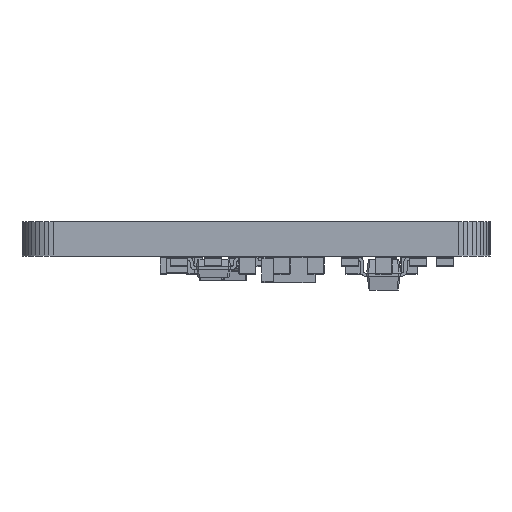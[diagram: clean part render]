
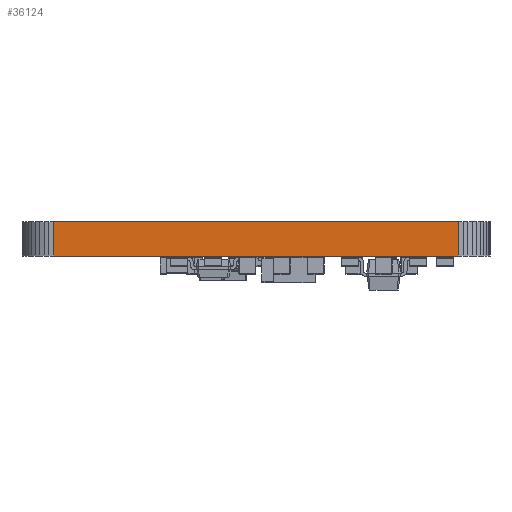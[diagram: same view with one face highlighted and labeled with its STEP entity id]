
A CAD part, left-side view. The second image highlights one B-rep face of the part: STEP entity #36124.
In plain terms, the highlighted planar face has unit normal (-1, 0, 0).
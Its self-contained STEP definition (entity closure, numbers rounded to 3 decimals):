
#30494 = PLANE('',#30495);
#30495 = AXIS2_PLACEMENT_3D('',#30496,#30497,#30498);
#30496 = CARTESIAN_POINT('',(152.,-83.,1.6));
#30497 = DIRECTION('',(-0.,-0.,-1.));
#30498 = DIRECTION('',(-1.,0.,0.));
#30548 = PLANE('',#30549);
#30549 = AXIS2_PLACEMENT_3D('',#30550,#30551,#30552);
#30550 = CARTESIAN_POINT('',(152.,-83.,0.));
#30551 = DIRECTION('',(-0.,-0.,-1.));
#30552 = DIRECTION('',(-1.,0.,0.));
#31497 = VERTEX_POINT('',#31498);
#31498 = CARTESIAN_POINT('',(110.,-92.5,0.));
#31512 = PLANE('',#31513);
#31513 = AXIS2_PLACEMENT_3D('',#31514,#31515,#31516);
#31514 = CARTESIAN_POINT('',(110.018,-92.735,0.));
#31515 = DIRECTION('',(-0.997,-0.078,0.));
#31516 = DIRECTION('',(-0.078,0.997,0.));
#31524 = EDGE_CURVE('',#31497,#31525,#31527,.T.);
#31525 = VERTEX_POINT('',#31526);
#31526 = CARTESIAN_POINT('',(110.,-73.5,0.));
#31527 = SURFACE_CURVE('',#31528,(#31532,#31539),.PCURVE_S1.);
#31528 = LINE('',#31529,#31530);
#31529 = CARTESIAN_POINT('',(110.,-92.5,0.));
#31530 = VECTOR('',#31531,1.);
#31531 = DIRECTION('',(0.,1.,0.));
#31532 = PCURVE('',#30548,#31533);
#31533 = DEFINITIONAL_REPRESENTATION('',(#31534),#31538);
#31534 = LINE('',#31535,#31536);
#31535 = CARTESIAN_POINT('',(42.,-9.5));
#31536 = VECTOR('',#31537,1.);
#31537 = DIRECTION('',(0.,1.));
#31538 = ( GEOMETRIC_REPRESENTATION_CONTEXT(2) 
PARAMETRIC_REPRESENTATION_CONTEXT() REPRESENTATION_CONTEXT('2D SPACE',''
  ) );
#31539 = PCURVE('',#31540,#31545);
#31540 = PLANE('',#31541);
#31541 = AXIS2_PLACEMENT_3D('',#31542,#31543,#31544);
#31542 = CARTESIAN_POINT('',(110.,-92.5,0.));
#31543 = DIRECTION('',(-1.,0.,0.));
#31544 = DIRECTION('',(0.,1.,0.));
#31545 = DEFINITIONAL_REPRESENTATION('',(#31546),#31550);
#31546 = LINE('',#31547,#31548);
#31547 = CARTESIAN_POINT('',(0.,0.));
#31548 = VECTOR('',#31549,1.);
#31549 = DIRECTION('',(1.,0.));
#31550 = ( GEOMETRIC_REPRESENTATION_CONTEXT(2) 
PARAMETRIC_REPRESENTATION_CONTEXT() REPRESENTATION_CONTEXT('2D SPACE',''
  ) );
#31568 = PLANE('',#31569);
#31569 = AXIS2_PLACEMENT_3D('',#31570,#31571,#31572);
#31570 = CARTESIAN_POINT('',(110.,-73.5,0.));
#31571 = DIRECTION('',(-0.997,0.078,0.));
#31572 = DIRECTION('',(0.078,0.997,0.));
#33974 = VERTEX_POINT('',#33975);
#33975 = CARTESIAN_POINT('',(110.,-92.5,1.6));
#33996 = EDGE_CURVE('',#33974,#33997,#33999,.T.);
#33997 = VERTEX_POINT('',#33998);
#33998 = CARTESIAN_POINT('',(110.,-73.5,1.6));
#33999 = SURFACE_CURVE('',#34000,(#34004,#34011),.PCURVE_S1.);
#34000 = LINE('',#34001,#34002);
#34001 = CARTESIAN_POINT('',(110.,-92.5,1.6));
#34002 = VECTOR('',#34003,1.);
#34003 = DIRECTION('',(0.,1.,0.));
#34004 = PCURVE('',#30494,#34005);
#34005 = DEFINITIONAL_REPRESENTATION('',(#34006),#34010);
#34006 = LINE('',#34007,#34008);
#34007 = CARTESIAN_POINT('',(42.,-9.5));
#34008 = VECTOR('',#34009,1.);
#34009 = DIRECTION('',(0.,1.));
#34010 = ( GEOMETRIC_REPRESENTATION_CONTEXT(2) 
PARAMETRIC_REPRESENTATION_CONTEXT() REPRESENTATION_CONTEXT('2D SPACE',''
  ) );
#34011 = PCURVE('',#31540,#34012);
#34012 = DEFINITIONAL_REPRESENTATION('',(#34013),#34017);
#34013 = LINE('',#34014,#34015);
#34014 = CARTESIAN_POINT('',(0.,-1.6));
#34015 = VECTOR('',#34016,1.);
#34016 = DIRECTION('',(1.,0.));
#34017 = ( GEOMETRIC_REPRESENTATION_CONTEXT(2) 
PARAMETRIC_REPRESENTATION_CONTEXT() REPRESENTATION_CONTEXT('2D SPACE',''
  ) );
#36074 = EDGE_CURVE('',#31525,#33997,#36075,.T.);
#36075 = SURFACE_CURVE('',#36076,(#36080,#36087),.PCURVE_S1.);
#36076 = LINE('',#36077,#36078);
#36077 = CARTESIAN_POINT('',(110.,-73.5,0.));
#36078 = VECTOR('',#36079,1.);
#36079 = DIRECTION('',(0.,0.,1.));
#36080 = PCURVE('',#31568,#36081);
#36081 = DEFINITIONAL_REPRESENTATION('',(#36082),#36086);
#36082 = LINE('',#36083,#36084);
#36083 = CARTESIAN_POINT('',(0.,0.));
#36084 = VECTOR('',#36085,1.);
#36085 = DIRECTION('',(0.,-1.));
#36086 = ( GEOMETRIC_REPRESENTATION_CONTEXT(2) 
PARAMETRIC_REPRESENTATION_CONTEXT() REPRESENTATION_CONTEXT('2D SPACE',''
  ) );
#36087 = PCURVE('',#31540,#36088);
#36088 = DEFINITIONAL_REPRESENTATION('',(#36089),#36093);
#36089 = LINE('',#36090,#36091);
#36090 = CARTESIAN_POINT('',(19.,0.));
#36091 = VECTOR('',#36092,1.);
#36092 = DIRECTION('',(0.,-1.));
#36093 = ( GEOMETRIC_REPRESENTATION_CONTEXT(2) 
PARAMETRIC_REPRESENTATION_CONTEXT() REPRESENTATION_CONTEXT('2D SPACE',''
  ) );
#36124 = ADVANCED_FACE('',(#36125),#31540,.T.);
#36125 = FACE_BOUND('',#36126,.T.);
#36126 = EDGE_LOOP('',(#36127,#36148,#36149,#36150));
#36127 = ORIENTED_EDGE('',*,*,#36128,.T.);
#36128 = EDGE_CURVE('',#31497,#33974,#36129,.T.);
#36129 = SURFACE_CURVE('',#36130,(#36134,#36141),.PCURVE_S1.);
#36130 = LINE('',#36131,#36132);
#36131 = CARTESIAN_POINT('',(110.,-92.5,0.));
#36132 = VECTOR('',#36133,1.);
#36133 = DIRECTION('',(0.,0.,1.));
#36134 = PCURVE('',#31540,#36135);
#36135 = DEFINITIONAL_REPRESENTATION('',(#36136),#36140);
#36136 = LINE('',#36137,#36138);
#36137 = CARTESIAN_POINT('',(0.,0.));
#36138 = VECTOR('',#36139,1.);
#36139 = DIRECTION('',(0.,-1.));
#36140 = ( GEOMETRIC_REPRESENTATION_CONTEXT(2) 
PARAMETRIC_REPRESENTATION_CONTEXT() REPRESENTATION_CONTEXT('2D SPACE',''
  ) );
#36141 = PCURVE('',#31512,#36142);
#36142 = DEFINITIONAL_REPRESENTATION('',(#36143),#36147);
#36143 = LINE('',#36144,#36145);
#36144 = CARTESIAN_POINT('',(0.235,0.));
#36145 = VECTOR('',#36146,1.);
#36146 = DIRECTION('',(0.,-1.));
#36147 = ( GEOMETRIC_REPRESENTATION_CONTEXT(2) 
PARAMETRIC_REPRESENTATION_CONTEXT() REPRESENTATION_CONTEXT('2D SPACE',''
  ) );
#36148 = ORIENTED_EDGE('',*,*,#33996,.T.);
#36149 = ORIENTED_EDGE('',*,*,#36074,.F.);
#36150 = ORIENTED_EDGE('',*,*,#31524,.F.);
